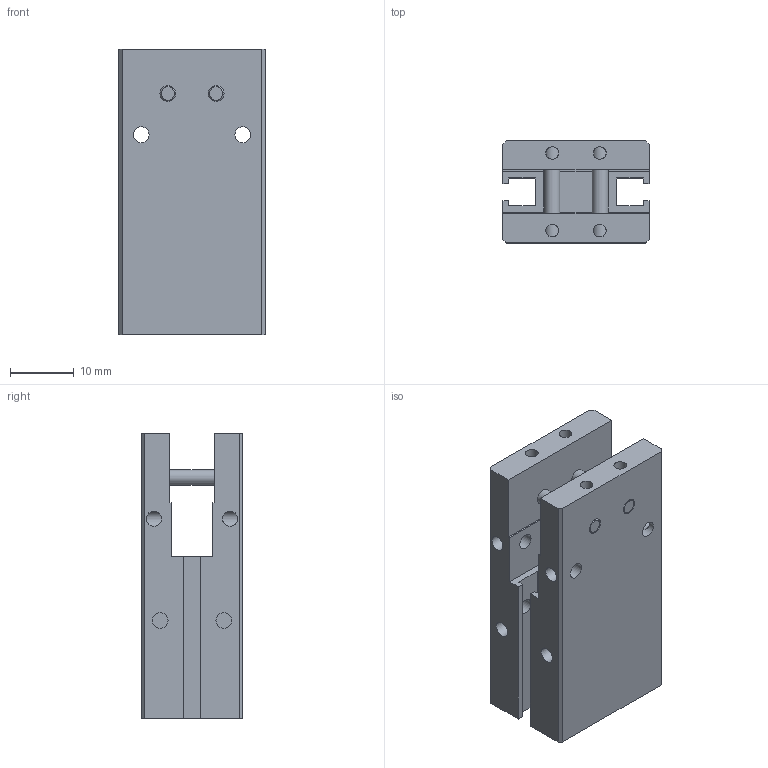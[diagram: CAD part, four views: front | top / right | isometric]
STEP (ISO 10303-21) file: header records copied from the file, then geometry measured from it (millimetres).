
FILE_DESCRIPTION(/* description */ (''),/* implementation_level */ '2;1');
FILE_NAME(/* name */ 'HDP10 Body.step',/* time_stamp */ '2023-08-16T19:29:14+08:00',/* author */ (''),/* organization */ (''),/* preprocessor_version */ 'ST-DEVELOPER v20',/* originating_system */ 'Autodesk Translation Framework v12.9.0.99',/* authorisation */ '');
FILE_SCHEMA (('AUTOMOTIVE_DESIGN { 1 0 10303 214 3 1 1 }'));
Length unit declared in the file: millimetre
Products named in the file (2): HDP10(0); BodyHDP10
Assembly tree (1 placements, depth 2):
  HDP10(0)
    BodyHDP10
Bounding box: 23 x 16 x 45 mm (x, y, z)
Volume: 11951.4 mm3; surface area: 6205.5 mm2
Topology: 1 solids, 1 shells, 80 faces, 195 edges, 132 vertices
Faces by surface type: plane 45, cylinder 31, cone 4
Full cylindrical faces by diameter (mm): 2 x4, 2.4 x4, 2.459 x8, 2.5 x10, 11 x1
Entity records: 2839 total; most frequent: CARTESIAN_POINT 814, DIRECTION 397, ORIENTED_EDGE 390, EDGE_CURVE 195, AXIS2_PLACEMENT_3D 135, VERTEX_POINT 132, LINE 127, VECTOR 127
